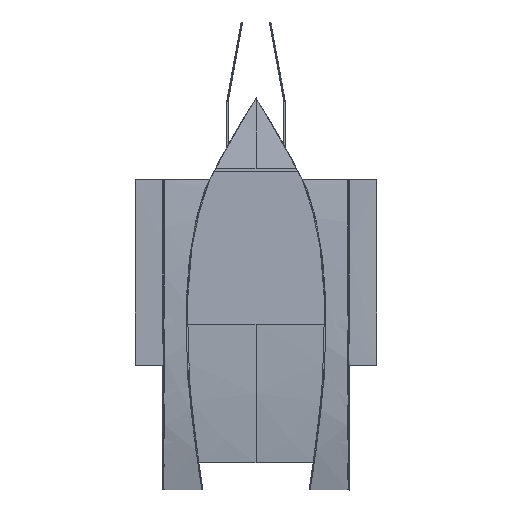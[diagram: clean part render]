
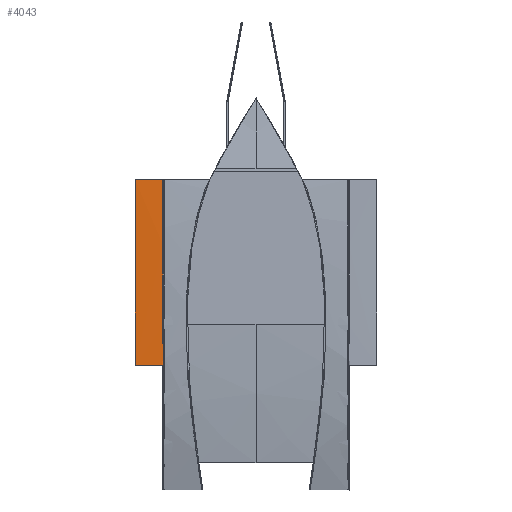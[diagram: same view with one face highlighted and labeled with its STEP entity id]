
A CAD part, front view. The second image highlights one B-rep face of the part: STEP entity #4043.
In plain terms, the highlighted free-form (B-spline) face has degree [2, 1] with [3, 2] control points.
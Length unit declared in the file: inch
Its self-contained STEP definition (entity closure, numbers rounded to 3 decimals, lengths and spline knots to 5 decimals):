
#56 = CARTESIAN_POINT ( 'NONE',  ( -18.65, 2.01042, -40.5986 ) ) ;
#161 = VECTOR ( 'NONE', #532, 39.37008 ) ;
#249 = VERTEX_POINT ( 'NONE', #7601 ) ;
#344 = CARTESIAN_POINT ( 'NONE',  ( -18.65, 1.51147, -10.96482 ) ) ;
#523 = EDGE_CURVE ( 'NONE', #6179, #683, #5222, .T. ) ;
#532 = DIRECTION ( 'NONE',  ( 1., 0., 0. ) ) ;
#538 = EDGE_CURVE ( 'NONE', #7143, #7845, #1813, .T. ) ;
#564 = CARTESIAN_POINT ( 'NONE',  ( -18.63819, 1.47546, -5.58443 ) ) ;
#581 = CARTESIAN_POINT ( 'NONE',  ( -18.65, 1.46032, 9.53514 ) ) ;
#635 = CARTESIAN_POINT ( 'NONE',  ( -18.65, 1.52199, 18.25216 ) ) ;
#683 = VERTEX_POINT ( 'NONE', #3826 ) ;
#857 = CARTESIAN_POINT ( 'NONE',  ( -18.75, 2.01042, -40.5986 ) ) ;
#999 = CARTESIAN_POINT ( 'NONE',  ( -24.25, 1.59589, -18.94941 ) ) ;
#1076 = ORIENTED_EDGE ( 'NONE', *, *, #3355, .F. ) ;
#1133 = CARTESIAN_POINT ( 'NONE',  ( -24.25, 1.59589, -18.94941 ) ) ;
#1161 = CARTESIAN_POINT ( 'NONE',  ( -24.25, 1.52199, 18.25216 ) ) ;
#1297 = CARTESIAN_POINT ( 'NONE',  ( -18.64298, 1.48693, -7.60208 ) ) ;
#1314 = CARTESIAN_POINT ( 'NONE',  ( -64.95329, 1.52199, 18.25216 ) ) ;
#1367 = CARTESIAN_POINT ( 'NONE',  ( -18.65, 1.45487, 5.17655 ) ) ;
#1519 = CARTESIAN_POINT ( 'NONE',  ( -18.59682, 2.01042, -40.5986 ) ) ;
#1573 = CARTESIAN_POINT ( 'NONE',  ( -18.59682, 1.25832, -10.94707 ) ) ;
#1693 = VERTEX_POINT ( 'NONE', #9640 ) ;
#1813 = LINE ( 'NONE', #6170, #5538 ) ;
#2143 = CARTESIAN_POINT ( 'NONE',  ( -18.64854, 1.50078, -9.61973 ) ) ;
#2201 = LINE ( 'NONE', #2420, #6471 ) ;
#2384 = VERTEX_POINT ( 'NONE', #3711 ) ;
#2385 = LINE ( 'NONE', #10120, #161 ) ;
#2420 = CARTESIAN_POINT ( 'NONE',  ( -64.95329, 1.59589, -18.94941 ) ) ;
#2871 = CARTESIAN_POINT ( 'NONE',  ( -18.63656, 1.46638, -3.56676 ) ) ;
#3225 = LINE ( 'NONE', #1314, #10259 ) ;
#3355 = EDGE_CURVE ( 'NONE', #9421, #1693, #5745, .T. ) ;
#3587 = CARTESIAN_POINT ( 'NONE',  ( -18.65, 1.51147, -10.96482 ) ) ;
#3603 = CARTESIAN_POINT ( 'NONE',  ( -18.65, 1.45487, 5.17655 ) ) ;
#3711 = CARTESIAN_POINT ( 'NONE',  ( -18.65, 1.45487, 5.17655 ) ) ;
#3714 = CARTESIAN_POINT ( 'NONE',  ( -18.64117, 1.45617, -0.20396 ) ) ;
#3822 = ORIENTED_EDGE ( 'NONE', *, *, #538, .F. ) ;
#3826 = CARTESIAN_POINT ( 'NONE',  ( -18.75, 2.01042, -40.5986 ) ) ;
#3921 = B_SPLINE_CURVE_WITH_KNOTS ( 'NONE', 3,
 ( #635, #7522, #581, #1367 ),
 .UNSPECIFIED., .F., .F.,
 ( 4, 4 ),
 ( 0., 0.33213 ),
 .UNSPECIFIED. ) ;
#4013 = DIRECTION ( 'NONE',  ( 1., 0., 0. ) ) ;
#4043 = ADVANCED_FACE ( 'NONE', ( #9297 ), #6511, .T. ) ;
#4207 = B_SPLINE_CURVE_WITH_KNOTS ( 'NONE', 3,
 ( #3603, #9706, #8012, #3714, #10604, #2871, #9870, #564, #9125, #1297, #10764, #2143, #8128, #344 ),
 .UNSPECIFIED., .F., .F.,
 ( 4, 2, 2, 2, 2, 2, 4 ),
 ( 0., 0.1025, 0.205, 0.25625, 0.3075, 0.35875, 0.41 ),
 .UNSPECIFIED. ) ;
#4213 = CARTESIAN_POINT ( 'NONE',  ( -24.25, 1.25832, -10.94707 ) ) ;
#4219 = ORIENTED_EDGE ( 'NONE', *, *, #9613, .F. ) ;
#5013 = CARTESIAN_POINT ( 'NONE',  ( -24.25, 2.01042, -40.5986 ) ) ;
#5222 = B_SPLINE_CURVE_WITH_KNOTS ( 'NONE', 2,
 ( #11075, #6849, #857 ),
 .UNSPECIFIED., .F., .F.,
 ( 3, 3 ),
 ( 0.52949, 0.53047 ),
 .UNSPECIFIED. ) ;
#5254 = DIRECTION ( 'NONE',  ( 1., 0., 0. ) ) ;
#5538 = VECTOR ( 'NONE', #5254, 39.37008 ) ;
#5745 = B_SPLINE_CURVE_WITH_KNOTS ( 'NONE', 3,
 ( #3587, #7779, #7047, #56 ),
 .UNSPECIFIED., .F., .F.,
 ( 4, 4 ),
 ( 0., 1. ),
 .UNSPECIFIED. ) ;
#5892 = CARTESIAN_POINT ( 'NONE',  ( -18.75, 1.52199, 18.25216 ) ) ;
#6061 = EDGE_CURVE ( 'NONE', #2384, #9421, #4207, .T. ) ;
#6170 = CARTESIAN_POINT ( 'NONE',  ( -28.25, 1.52199, 18.25216 ) ) ;
#6179 = VERTEX_POINT ( 'NONE', #10041 ) ;
#6471 = VECTOR ( 'NONE', #9932, 39.37008 ) ;
#6480 = VERTEX_POINT ( 'NONE', #1133 ) ;
#6511 = B_SPLINE_SURFACE_WITH_KNOTS ( 'NONE', 2, 1, ( 
 ( #11057, #8461 ),
 ( #4213, #1573 ),
 ( #5013, #1519 ) ),
 .UNSPECIFIED., .F., .F., .F.,
 ( 3, 3 ),
 ( 2, 2 ),
 ( 0., 0.00266 ),
 ( 0., 1. ),
 .UNSPECIFIED. ) ;
#6640 = CARTESIAN_POINT ( 'NONE',  ( -18.65, 1.52199, 18.25216 ) ) ;
#6721 = ORIENTED_EDGE ( 'NONE', *, *, #10651, .T. ) ;
#6849 = CARTESIAN_POINT ( 'NONE',  ( -18.75, 1.73509, -29.7437 ) ) ;
#6915 = ORIENTED_EDGE ( 'NONE', *, *, #7026, .T. ) ;
#6923 = ORIENTED_EDGE ( 'NONE', *, *, #9625, .F. ) ;
#6986 = CARTESIAN_POINT ( 'NONE',  ( -24.25, 1.35484, -0.25775 ) ) ;
#7026 = EDGE_CURVE ( 'NONE', #683, #1693, #2385, .T. ) ;
#7047 = CARTESIAN_POINT ( 'NONE',  ( -18.65, 1.75989, -30.72127 ) ) ;
#7143 = VERTEX_POINT ( 'NONE', #5892 ) ;
#7522 = CARTESIAN_POINT ( 'NONE',  ( -18.65, 1.48264, 13.89372 ) ) ;
#7567 = EDGE_CURVE ( 'NONE', #249, #6480, #10949, .T. ) ;
#7601 = CARTESIAN_POINT ( 'NONE',  ( -24.25, 1.52199, 18.25216 ) ) ;
#7779 = CARTESIAN_POINT ( 'NONE',  ( -18.65, 1.59291, -20.84335 ) ) ;
#7845 = VERTEX_POINT ( 'NONE', #6640 ) ;
#8012 = CARTESIAN_POINT ( 'NONE',  ( -18.64734, 1.45311, 2.48629 ) ) ;
#8128 = CARTESIAN_POINT ( 'NONE',  ( -18.65, 1.50593, -10.29228 ) ) ;
#8461 = CARTESIAN_POINT ( 'NONE',  ( -18.59682, 1.52199, 18.25216 ) ) ;
#8789 = ORIENTED_EDGE ( 'NONE', *, *, #523, .T. ) ;
#9028 = EDGE_LOOP ( 'NONE', ( #3822, #6923, #10577, #6721, #8789, #6915, #1076, #10672, #4219 ) ) ;
#9125 = CARTESIAN_POINT ( 'NONE',  ( -18.63955, 1.47902, -6.25698 ) ) ;
#9297 = FACE_OUTER_BOUND ( 'NONE', #9028, .T. ) ;
#9421 = VERTEX_POINT ( 'NONE', #10622 ) ;
#9613 = EDGE_CURVE ( 'NONE', #7845, #2384, #3921, .T. ) ;
#9625 = EDGE_CURVE ( 'NONE', #249, #7143, #3225, .T. ) ;
#9640 = CARTESIAN_POINT ( 'NONE',  ( -18.65, 2.01042, -40.5986 ) ) ;
#9706 = CARTESIAN_POINT ( 'NONE',  ( -18.65, 1.45319, 3.83142 ) ) ;
#9870 = CARTESIAN_POINT ( 'NONE',  ( -18.63669, 1.46914, -4.23931 ) ) ;
#9932 = DIRECTION ( 'NONE',  ( 1., 0., 0. ) ) ;
#10041 = CARTESIAN_POINT ( 'NONE',  ( -18.75, 1.59589, -18.94941 ) ) ;
#10120 = CARTESIAN_POINT ( 'NONE',  ( -28.25, 2.01042, -40.5986 ) ) ;
#10259 = VECTOR ( 'NONE', #4013, 39.37008 ) ;
#10577 = ORIENTED_EDGE ( 'NONE', *, *, #7567, .T. ) ;
#10604 = CARTESIAN_POINT ( 'NONE',  ( -18.63788, 1.45929, -1.54908 ) ) ;
#10622 = CARTESIAN_POINT ( 'NONE',  ( -18.65, 1.51147, -10.96482 ) ) ;
#10651 = EDGE_CURVE ( 'NONE', #6480, #6179, #2201, .T. ) ;
#10672 = ORIENTED_EDGE ( 'NONE', *, *, #6061, .F. ) ;
#10764 = CARTESIAN_POINT ( 'NONE',  ( -18.64504, 1.49128, -8.27463 ) ) ;
#10949 = B_SPLINE_CURVE_WITH_KNOTS ( 'NONE', 2,
 ( #1161, #6986, #999 ),
 .UNSPECIFIED., .F., .F.,
 ( 3, 3 ),
 ( 0.52781, 0.52949 ),
 .UNSPECIFIED. ) ;
#11057 = CARTESIAN_POINT ( 'NONE',  ( -24.25, 1.52199, 18.25216 ) ) ;
#11075 = CARTESIAN_POINT ( 'NONE',  ( -18.75, 1.59589, -18.94941 ) ) ;
